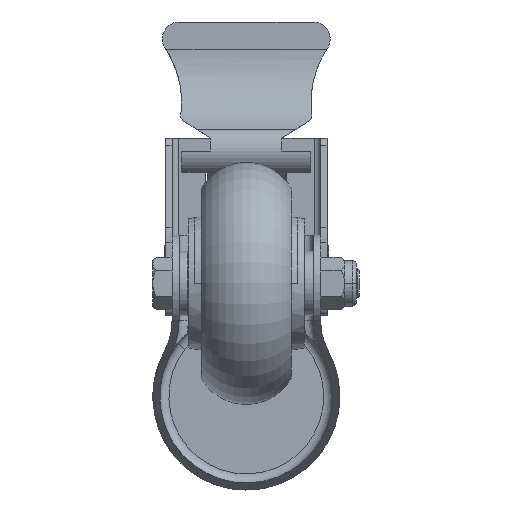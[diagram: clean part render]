
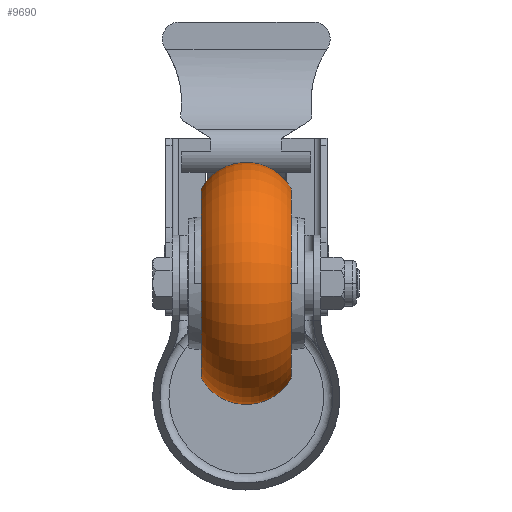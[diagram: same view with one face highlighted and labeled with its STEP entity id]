
A CAD part, front view. The second image highlights one B-rep face of the part: STEP entity #9690.
In plain terms, the highlighted toroidal (fillet/blend) face has major radius 21.5 mm and minor radius 16 mm.
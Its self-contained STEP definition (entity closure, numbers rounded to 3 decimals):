
#1378=CARTESIAN_POINT('',(13.922,0.,0.));
#1379=DIRECTION('',(-1.,0.,0.));
#1380=DIRECTION('',(0.,0.,-1.));
#1381=AXIS2_PLACEMENT_3D('',#1378,#1379,#1380);
#1383=CARTESIAN_POINT('',(-13.922,0.,0.));
#1384=DIRECTION('',(-1.,0.,0.));
#1385=DIRECTION('',(0.,0.,-1.));
#1386=AXIS2_PLACEMENT_3D('',#1383,#1384,#1385);
#1388=CARTESIAN_POINT('',(-13.922,0.,0.));
#1389=DIRECTION('',(-1.,0.,0.));
#1390=DIRECTION('',(0.,-1.,0.));
#1391=AXIS2_PLACEMENT_3D('',#1388,#1389,#1390);
#1393=CARTESIAN_POINT('',(13.922,0.,0.));
#1394=DIRECTION('',(-1.,0.,0.));
#1395=DIRECTION('',(0.,-1.,0.));
#1396=AXIS2_PLACEMENT_3D('',#1393,#1394,#1395);
#1418=CARTESIAN_POINT('',(0.,0.,21.5));
#1419=DIRECTION('',(0.,-1.,0.));
#1420=DIRECTION('',(0.87,0.,0.493));
#1421=AXIS2_PLACEMENT_3D('',#1418,#1419,#1420);
#1433=CARTESIAN_POINT('',(0.,0.,-21.5));
#1434=DIRECTION('',(0.,1.,0.));
#1435=DIRECTION('',(0.87,0.,-0.493));
#1436=AXIS2_PLACEMENT_3D('',#1433,#1434,#1435);
#7144=CARTESIAN_POINT('',(13.922,0.,-29.385));
#7145=CARTESIAN_POINT('',(13.922,-29.385,0.));
#7146=VERTEX_POINT('',#7144);
#7147=VERTEX_POINT('',#7145);
#7148=CARTESIAN_POINT('',(-13.922,0.,-29.385));
#7149=CARTESIAN_POINT('',(-13.922,-29.385,0.));
#7150=VERTEX_POINT('',#7148);
#7151=VERTEX_POINT('',#7149);
#7152=CARTESIAN_POINT('',(13.922,0.,29.385));
#7153=VERTEX_POINT('',#7152);
#7154=CARTESIAN_POINT('',(-13.922,0.,29.385));
#7155=VERTEX_POINT('',#7154);
#9672=CARTESIAN_POINT('',(0.,0.,0.));
#9673=DIRECTION('',(-1.,0.,0.));
#9674=DIRECTION('',(0.,0.,-1.));
#9675=AXIS2_PLACEMENT_3D('',#9672,#9673,#9674);
#9676=TOROIDAL_SURFACE('',#9675,21.5,16.);
#9678=ORIENTED_EDGE('',*,*,#9677,.F.);
#9680=ORIENTED_EDGE('',*,*,#9679,.T.);
#9682=ORIENTED_EDGE('',*,*,#9681,.T.);
#9683=ORIENTED_EDGE('',*,*,#9660,.T.);
#9685=ORIENTED_EDGE('',*,*,#9684,.F.);
#9687=ORIENTED_EDGE('',*,*,#9686,.F.);
#9688=EDGE_LOOP('',(#9678,#9680,#9682,#9683,#9685,#9687));
#9689=FACE_OUTER_BOUND('',#9688,.F.);
#9690=ADVANCED_FACE('',(#9689),#9676,.T.);
#1382=CIRCLE('',#1381,29.385);
#1387=CIRCLE('',#1386,29.385);
#1392=CIRCLE('',#1391,29.385);
#1397=CIRCLE('',#1396,29.385);
#1422=CIRCLE('',#1421,16.);
#1437=CIRCLE('',#1436,16.);
#9660=EDGE_CURVE('',#7151,#7155,#1392,.T.);
#9677=EDGE_CURVE('',#7146,#7147,#1382,.T.);
#9679=EDGE_CURVE('',#7146,#7150,#1437,.T.);
#9681=EDGE_CURVE('',#7150,#7151,#1387,.T.);
#9684=EDGE_CURVE('',#7153,#7155,#1422,.T.);
#9686=EDGE_CURVE('',#7147,#7153,#1397,.T.);
